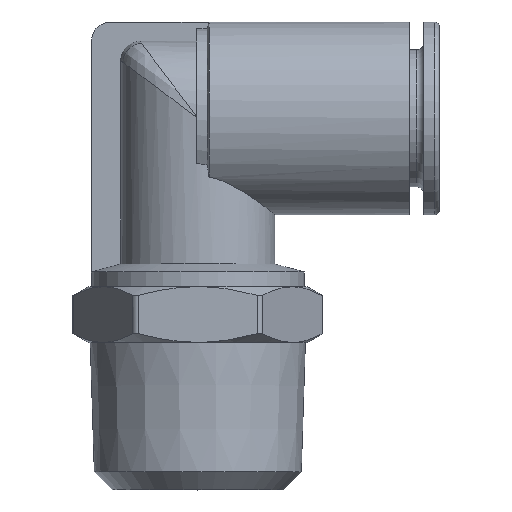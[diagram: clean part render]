
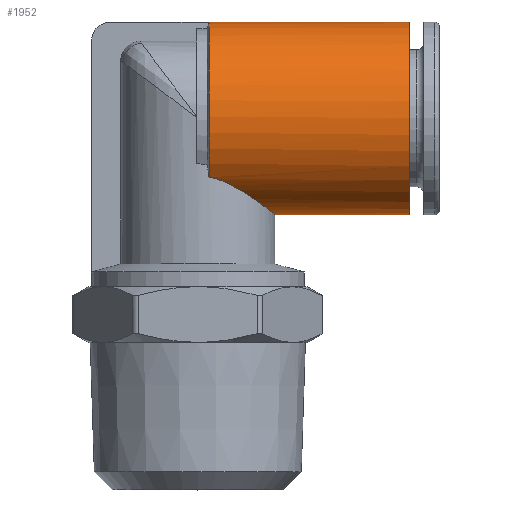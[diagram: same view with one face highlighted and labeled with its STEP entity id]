
A CAD part, top view. The second image highlights one B-rep face of the part: STEP entity #1952.
In plain terms, the highlighted cylindrical face has radius 7.7 mm (diameter 15.4 mm), a full revolution.
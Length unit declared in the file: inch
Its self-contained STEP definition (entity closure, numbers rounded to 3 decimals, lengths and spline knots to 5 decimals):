
#85=B_SPLINE_CURVE_WITH_KNOTS('',3,(#3615,#3616,#3617,#3618,#3619),
 .UNSPECIFIED.,.F.,.F.,(4,1,4),(0.00014,0.5,1.),
 .UNSPECIFIED.);
#86=B_SPLINE_CURVE_WITH_KNOTS('',3,(#3621,#3622,#3623,#3624,#3625),
 .UNSPECIFIED.,.F.,.F.,(4,1,4),(0.,0.5,1.),.UNSPECIFIED.);
#87=B_SPLINE_CURVE_WITH_KNOTS('',3,(#3627,#3628,#3629,#3630,#3631),
 .UNSPECIFIED.,.F.,.F.,(4,1,4),(0.,0.5,1.),.UNSPECIFIED.);
#88=B_SPLINE_CURVE_WITH_KNOTS('',3,(#3632,#3633,#3634,#3635,#3636),
 .UNSPECIFIED.,.F.,.F.,(4,1,4),(0.,0.5,0.99986),.UNSPECIFIED.);
#89=B_SPLINE_CURVE_WITH_KNOTS('',3,(#3640,#3641,#3642,#3643,#3644,#3645,
#3646,#3647,#3648,#3649,#3650,#3651),.UNSPECIFIED.,.F.,.F.,(4,2,2,2,2,4),
(2.08103,2.1161,2.24242,2.49507,2.73987,
2.98466),.UNSPECIFIED.);
#90=B_SPLINE_CURVE_WITH_KNOTS('',3,(#3655,#3656,#3657,#3658,#3659,#3660,
#3661,#3662,#3663,#3664,#3665,#3666),.UNSPECIFIED.,.F.,.F.,(4,2,2,2,2,4),
(2.98466,3.22945,3.47424,3.72689,3.85322,
3.88828),.UNSPECIFIED.);
#278=LINE('',#3668,#382);
#382=VECTOR('',#2666,0.30315);
#423=CYLINDRICAL_SURFACE('',#2168,0.30315);
#521=FACE_OUTER_BOUND('',#649,.T.);
#649=EDGE_LOOP('',(#1690,#1691,#1692,#1693,#1694,#1695,#1696,#1697,#1698,
#1699,#1700));
#758=CIRCLE('',#2169,0.30315);
#759=CIRCLE('',#2170,0.30315);
#760=CIRCLE('',#2171,0.30315);
#919=VERTEX_POINT('',#3562);
#932=VERTEX_POINT('',#3610);
#933=VERTEX_POINT('',#3614);
#934=VERTEX_POINT('',#3620);
#935=VERTEX_POINT('',#3626);
#936=VERTEX_POINT('',#3638);
#937=VERTEX_POINT('',#3639);
#938=VERTEX_POINT('',#3653);
#939=VERTEX_POINT('',#3667);
#1195=EDGE_CURVE('',#932,#933,#85,.T.);
#1196=EDGE_CURVE('',#933,#934,#86,.T.);
#1197=EDGE_CURVE('',#934,#935,#87,.T.);
#1198=EDGE_CURVE('',#935,#919,#88,.T.);
#1199=EDGE_CURVE('',#936,#937,#89,.T.);
#1200=EDGE_CURVE('',#919,#936,#758,.T.);
#1201=EDGE_CURVE('',#938,#932,#759,.T.);
#1202=EDGE_CURVE('',#937,#938,#90,.T.);
#1203=EDGE_CURVE('',#937,#939,#278,.T.);
#1204=EDGE_CURVE('',#939,#939,#760,.T.);
#1690=ORIENTED_EDGE('',*,*,#1199,.F.);
#1691=ORIENTED_EDGE('',*,*,#1200,.F.);
#1692=ORIENTED_EDGE('',*,*,#1198,.F.);
#1693=ORIENTED_EDGE('',*,*,#1197,.F.);
#1694=ORIENTED_EDGE('',*,*,#1196,.F.);
#1695=ORIENTED_EDGE('',*,*,#1195,.F.);
#1696=ORIENTED_EDGE('',*,*,#1201,.F.);
#1697=ORIENTED_EDGE('',*,*,#1202,.F.);
#1698=ORIENTED_EDGE('',*,*,#1203,.T.);
#1699=ORIENTED_EDGE('',*,*,#1204,.T.);
#1700=ORIENTED_EDGE('',*,*,#1203,.F.);
#1952=ADVANCED_FACE('',(#521),#423,.T.);
#2168=AXIS2_PLACEMENT_3D('',#3637,#2660,#2661);
#2169=AXIS2_PLACEMENT_3D('',#3652,#2662,#2663);
#2170=AXIS2_PLACEMENT_3D('',#3654,#2664,#2665);
#2171=AXIS2_PLACEMENT_3D('',#3669,#2667,#2668);
#2660=DIRECTION('center_axis',(-1.,0.,0.));
#2661=DIRECTION('ref_axis',(0.,1.,0.));
#2662=DIRECTION('center_axis',(-1.,0.,0.));
#2663=DIRECTION('ref_axis',(0.,0.999,-0.032));
#2664=DIRECTION('center_axis',(-1.,0.,0.));
#2665=DIRECTION('ref_axis',(0.,-0.611,0.791));
#2666=DIRECTION('',(1.,0.,0.));
#2667=DIRECTION('center_axis',(-1.,0.,0.));
#2668=DIRECTION('ref_axis',(0.,1.,0.));
#3562=CARTESIAN_POINT('',(0.03558,0.30307,-0.00984));
#3610=CARTESIAN_POINT('',(0.03558,0.30307,0.00984));
#3614=CARTESIAN_POINT('',(0.03557,0.30313,0.00492));
#3615=CARTESIAN_POINT('Ctrl Pts',(0.03558,0.30307,
0.00984));
#3616=CARTESIAN_POINT('Ctrl Pts',(0.03558,0.30307,
0.00902));
#3617=CARTESIAN_POINT('Ctrl Pts',(0.03557,0.3032,
0.00738));
#3618=CARTESIAN_POINT('Ctrl Pts',(0.03557,0.30313,
0.00574));
#3619=CARTESIAN_POINT('Ctrl Pts',(0.03557,0.30313,
0.00492));
#3620=CARTESIAN_POINT('',(0.03557,0.30315,0.));
#3621=CARTESIAN_POINT('Ctrl Pts',(0.03557,0.30313,
0.00492));
#3622=CARTESIAN_POINT('Ctrl Pts',(0.03557,0.30313,
0.0041));
#3623=CARTESIAN_POINT('Ctrl Pts',(0.03557,0.30316,0.00246));
#3624=CARTESIAN_POINT('Ctrl Pts',(0.03557,0.30315,
0.00082));
#3625=CARTESIAN_POINT('Ctrl Pts',(0.03557,0.30315,
0.));
#3626=CARTESIAN_POINT('',(0.03557,0.30313,-0.00492));
#3627=CARTESIAN_POINT('Ctrl Pts',(0.03557,0.30315,
0.));
#3628=CARTESIAN_POINT('Ctrl Pts',(0.03557,0.30315,
-0.00082));
#3629=CARTESIAN_POINT('Ctrl Pts',(0.03557,0.30316,-0.00246));
#3630=CARTESIAN_POINT('Ctrl Pts',(0.03557,0.30313,
-0.0041));
#3631=CARTESIAN_POINT('Ctrl Pts',(0.03557,0.30313,
-0.00492));
#3632=CARTESIAN_POINT('Ctrl Pts',(0.03557,0.30313,
-0.00492));
#3633=CARTESIAN_POINT('Ctrl Pts',(0.03557,0.30313,
-0.00574));
#3634=CARTESIAN_POINT('Ctrl Pts',(0.03557,0.3032,
-0.00738));
#3635=CARTESIAN_POINT('Ctrl Pts',(0.03558,0.30307,
-0.00902));
#3636=CARTESIAN_POINT('Ctrl Pts',(0.03558,0.30307,
-0.00984));
#3637=CARTESIAN_POINT('Origin',(0.69811,0.,0.));
#3638=CARTESIAN_POINT('',(0.03557,-0.18534,-0.2399));
#3639=CARTESIAN_POINT('',(0.24252,-0.30315,0.));
#3640=CARTESIAN_POINT('Ctrl Pts',(0.03557,-0.18534,
-0.2399));
#3641=CARTESIAN_POINT('Ctrl Pts',(0.04006,-0.1862,
-0.23923));
#3642=CARTESIAN_POINT('Ctrl Pts',(0.04452,-0.18721,
-0.23844));
#3643=CARTESIAN_POINT('Ctrl Pts',(0.06486,-0.19249,
-0.23425));
#3644=CARTESIAN_POINT('Ctrl Pts',(0.08027,-0.19839,
-0.2294));
#3645=CARTESIAN_POINT('Ctrl Pts',(0.12417,-0.2187,-0.21073));
#3646=CARTESIAN_POINT('Ctrl Pts',(0.15039,-0.23551,
-0.19258));
#3647=CARTESIAN_POINT('Ctrl Pts',(0.19193,-0.264,
-0.15105));
#3648=CARTESIAN_POINT('Ctrl Pts',(0.21044,-0.27803,
-0.1248));
#3649=CARTESIAN_POINT('Ctrl Pts',(0.23577,-0.29767,-0.06537));
#3650=CARTESIAN_POINT('Ctrl Pts',(0.24252,-0.30315,-0.03213));
#3651=CARTESIAN_POINT('Ctrl Pts',(0.24252,-0.30315,0.));
#3652=CARTESIAN_POINT('Origin',(0.03557,0.,0.));
#3653=CARTESIAN_POINT('',(0.03557,-0.18534,0.2399));
#3654=CARTESIAN_POINT('Origin',(0.03557,0.,0.));
#3655=CARTESIAN_POINT('Ctrl Pts',(0.24252,-0.30315,0.));
#3656=CARTESIAN_POINT('Ctrl Pts',(0.24252,-0.30315,0.03213));
#3657=CARTESIAN_POINT('Ctrl Pts',(0.23577,-0.29767,0.06537));
#3658=CARTESIAN_POINT('Ctrl Pts',(0.21044,-0.27803,
0.1248));
#3659=CARTESIAN_POINT('Ctrl Pts',(0.19193,-0.264,
0.15105));
#3660=CARTESIAN_POINT('Ctrl Pts',(0.15039,-0.23551,
0.19258));
#3661=CARTESIAN_POINT('Ctrl Pts',(0.12417,-0.2187,0.21073));
#3662=CARTESIAN_POINT('Ctrl Pts',(0.08027,-0.19839,
0.2294));
#3663=CARTESIAN_POINT('Ctrl Pts',(0.06486,-0.19249,
0.23425));
#3664=CARTESIAN_POINT('Ctrl Pts',(0.04452,-0.18721,
0.23844));
#3665=CARTESIAN_POINT('Ctrl Pts',(0.04006,-0.1862,
0.23923));
#3666=CARTESIAN_POINT('Ctrl Pts',(0.03557,-0.18534,
0.2399));
#3667=CARTESIAN_POINT('',(0.66486,-0.30315,0.));
#3668=CARTESIAN_POINT('',(0.69811,-0.30315,0.));
#3669=CARTESIAN_POINT('Origin',(0.66486,0.,0.));
